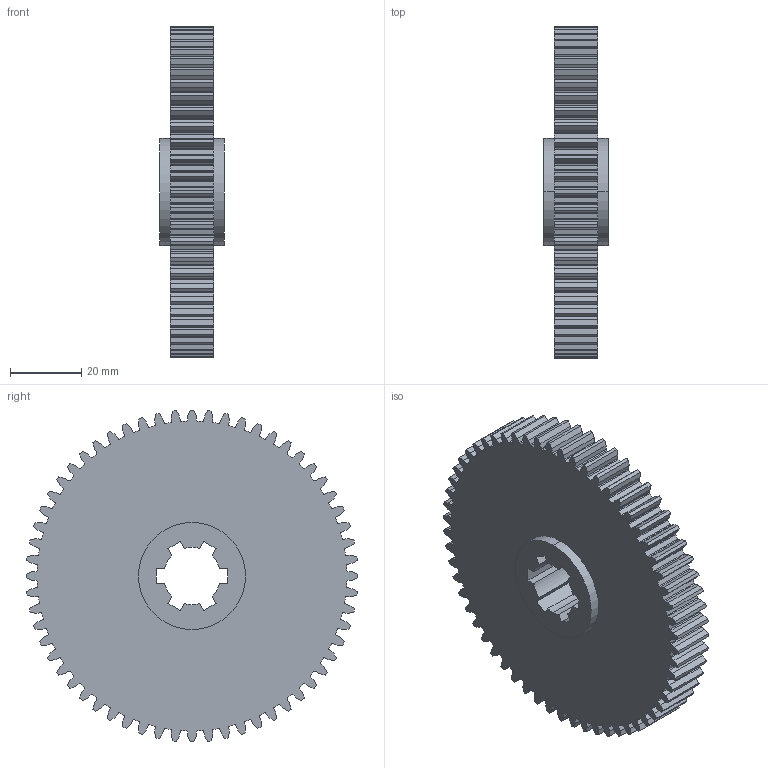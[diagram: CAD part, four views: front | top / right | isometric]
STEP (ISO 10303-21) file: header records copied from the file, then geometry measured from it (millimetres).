
FILE_DESCRIPTION (( 'STEP AP203' ), '1' );
FILE_NAME ('60T M1,5.STEP', '2022-01-17T13:29:51', ( '' ), ( '' ), 'SwSTEP 2.0', 'SolidWorks 2021', '' );
FILE_SCHEMA (( 'CONFIG_CONTROL_DESIGN' ));
Length unit declared in the file: millimetre
Products named in the file (1): 60T M1,5
Bounding box: 18 x 93 x 93 mm (x, y, z)
Volume: 75891.3 mm3; surface area: 20779.8 mm2
Topology: 1 solids, 1 shells, 542 faces, 1614 edges, 1076 vertices
Faces by surface type: cylinder 280, plane 262
Entity records: 18439 total; most frequent: DIRECTION 3260, CARTESIAN_POINT 3233, ORIENTED_EDGE 3228, EDGE_CURVE 1614, AXIS2_PLACEMENT_3D 1103, VERTEX_POINT 1076, LINE 1054, VECTOR 1054
